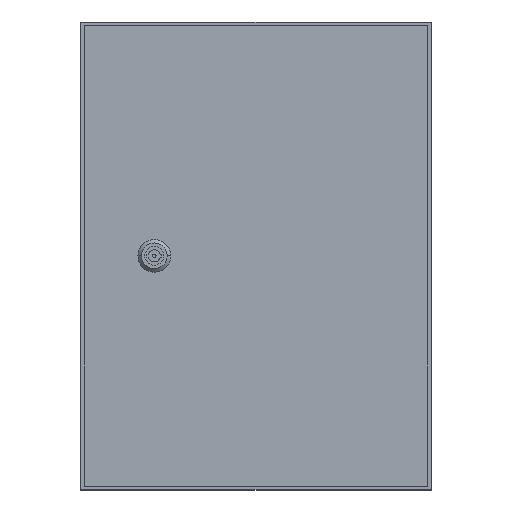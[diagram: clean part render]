
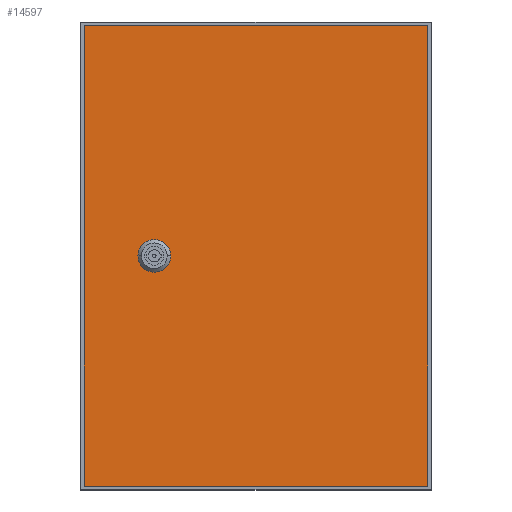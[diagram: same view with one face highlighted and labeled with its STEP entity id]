
A CAD part, top view. The second image highlights one B-rep face of the part: STEP entity #14597.
In plain terms, the highlighted planar face has unit normal (0, 0, 1).
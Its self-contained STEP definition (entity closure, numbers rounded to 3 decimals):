
#416 = DIRECTION ( 'NONE',  ( -1., 0., 0. ) ) ;
#484 = CARTESIAN_POINT ( 'NONE',  ( 3., 397., 17. ) ) ;
#705 = ORIENTED_EDGE ( 'NONE', *, *, #12597, .T. ) ;
#717 = VERTEX_POINT ( 'NONE', #22150 ) ;
#1156 = CARTESIAN_POINT ( 'NONE',  ( 77., 200., 17. ) ) ;
#3079 = AXIS2_PLACEMENT_3D ( 'NONE', #30567, #30279, #20836 ) ;
#3425 = VECTOR ( 'NONE', #15855, 1000. ) ;
#4532 = VERTEX_POINT ( 'NONE', #9524 ) ;
#4657 = LINE ( 'NONE', #14081, #20978 ) ;
#6485 = ORIENTED_EDGE ( 'NONE', *, *, #8152, .T. ) ;
#6663 = LINE ( 'NONE', #23037, #28057 ) ;
#8152 = EDGE_CURVE ( 'NONE', #26135, #22093, #23560, .T. ) ;
#9019 = CIRCLE ( 'NONE', #3079, 14. ) ;
#9429 = FACE_OUTER_BOUND ( 'NONE', #29582, .T. ) ;
#9524 = CARTESIAN_POINT ( 'NONE',  ( 3., 3., 17. ) ) ;
#10029 = VERTEX_POINT ( 'NONE', #29725 ) ;
#10188 = LINE ( 'NONE', #14527, #16280 ) ;
#11773 = ORIENTED_EDGE ( 'NONE', *, *, #13625, .T. ) ;
#11774 = PLANE ( 'NONE',  #16235 ) ;
#11927 = EDGE_CURVE ( 'NONE', #22093, #26135, #9019, .T. ) ;
#12144 = CARTESIAN_POINT ( 'NONE',  ( 63., 200., 17. ) ) ;
#12597 = EDGE_CURVE ( 'NONE', #10029, #717, #6663, .T. ) ;
#13083 = CARTESIAN_POINT ( 'NONE',  ( 3., 397., 17. ) ) ;
#13089 = CARTESIAN_POINT ( 'NONE',  ( 49., 200., 17. ) ) ;
#13355 = EDGE_CURVE ( 'NONE', #24553, #4532, #20031, .T. ) ;
#13441 = ORIENTED_EDGE ( 'NONE', *, *, #13355, .T. ) ;
#13625 = EDGE_CURVE ( 'NONE', #717, #24553, #10188, .T. ) ;
#14081 = CARTESIAN_POINT ( 'NONE',  ( 3., 3., 17. ) ) ;
#14527 = CARTESIAN_POINT ( 'NONE',  ( 3., 397., 17. ) ) ;
#14597 = ADVANCED_FACE ( 'NONE', ( #27858, #9429 ), #11774, .T. ) ;
#15855 = DIRECTION ( 'NONE',  ( 0., -1., 0. ) ) ;
#16187 = AXIS2_PLACEMENT_3D ( 'NONE', #12144, #19692, #416 ) ;
#16235 = AXIS2_PLACEMENT_3D ( 'NONE', #23205, #18709, #23641 ) ;
#16280 = VECTOR ( 'NONE', #16984, 1000. ) ;
#16984 = DIRECTION ( 'NONE',  ( -1., 0., 0. ) ) ;
#18570 = ORIENTED_EDGE ( 'NONE', *, *, #27259, .T. ) ;
#18709 = DIRECTION ( 'NONE',  ( 0., 0., 1. ) ) ;
#19692 = DIRECTION ( 'NONE',  ( 0., 0., -1. ) ) ;
#20031 = LINE ( 'NONE', #13083, #3425 ) ;
#20415 = DIRECTION ( 'NONE',  ( 0., 1., 0. ) ) ;
#20836 = DIRECTION ( 'NONE',  ( -1., 0., 0. ) ) ;
#20978 = VECTOR ( 'NONE', #23499, 1000. ) ;
#22093 = VERTEX_POINT ( 'NONE', #1156 ) ;
#22150 = CARTESIAN_POINT ( 'NONE',  ( 297., 397., 17. ) ) ;
#23037 = CARTESIAN_POINT ( 'NONE',  ( 297., 397., 17. ) ) ;
#23205 = CARTESIAN_POINT ( 'NONE',  ( 0., 0., 17. ) ) ;
#23499 = DIRECTION ( 'NONE',  ( 1., 0., 0. ) ) ;
#23544 = ORIENTED_EDGE ( 'NONE', *, *, #11927, .T. ) ;
#23560 = CIRCLE ( 'NONE', #16187, 14. ) ;
#23641 = DIRECTION ( 'NONE',  ( 1., 0., 0. ) ) ;
#24553 = VERTEX_POINT ( 'NONE', #484 ) ;
#26135 = VERTEX_POINT ( 'NONE', #13089 ) ;
#27259 = EDGE_CURVE ( 'NONE', #4532, #10029, #4657, .T. ) ;
#27858 = FACE_BOUND ( 'NONE', #29242, .T. ) ;
#28057 = VECTOR ( 'NONE', #20415, 1000. ) ;
#29242 = EDGE_LOOP ( 'NONE', ( #6485, #23544 ) ) ;
#29582 = EDGE_LOOP ( 'NONE', ( #13441, #18570, #705, #11773 ) ) ;
#29725 = CARTESIAN_POINT ( 'NONE',  ( 297., 3., 17. ) ) ;
#30279 = DIRECTION ( 'NONE',  ( 0., 0., -1. ) ) ;
#30567 = CARTESIAN_POINT ( 'NONE',  ( 63., 200., 17. ) ) ;
